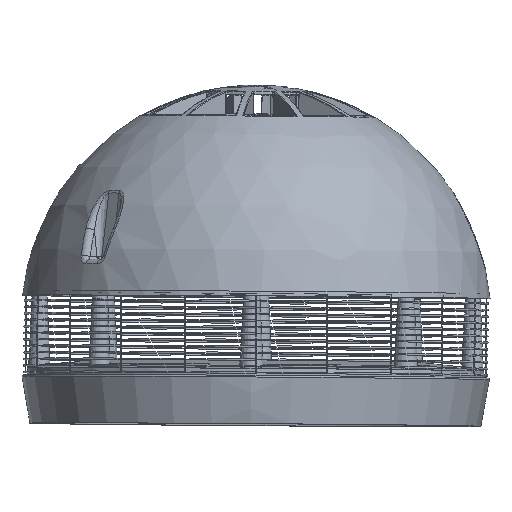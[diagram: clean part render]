
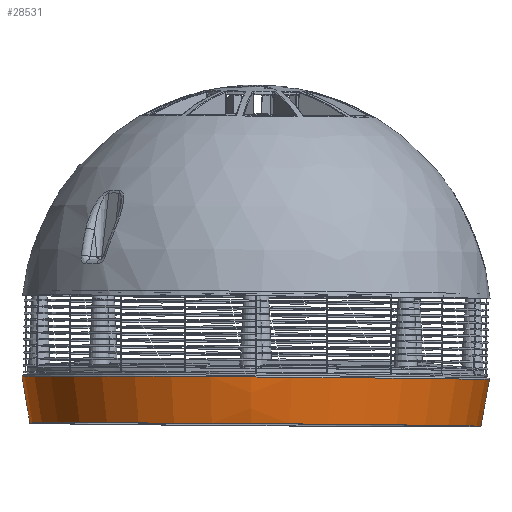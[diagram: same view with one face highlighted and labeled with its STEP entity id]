
A CAD part, left-side view. The second image highlights one B-rep face of the part: STEP entity #28531.
In plain terms, the highlighted spherical face has radius 601.633 mm.
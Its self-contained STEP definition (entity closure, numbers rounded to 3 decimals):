
#738=SPHERICAL_SURFACE('',#30443,601.633);
#5157=FACE_OUTER_BOUND('',#6731,.T.);
#6731=EDGE_LOOP('',(#18601,#18602,#18603,#18604,#18605,#18606));
#8666=CIRCLE('',#30435,578.869);
#8670=CIRCLE('',#30439,578.869);
#8673=CIRCLE('',#30444,600.);
#8674=CIRCLE('',#30445,600.);
#8675=CIRCLE('',#30446,601.633);
#10699=VERTEX_POINT('',#40602);
#10700=VERTEX_POINT('',#40603);
#10705=VERTEX_POINT('',#40617);
#10706=VERTEX_POINT('',#40618);
#13759=EDGE_CURVE('',#10699,#10700,#8666,.T.);
#13763=EDGE_CURVE('',#10700,#10699,#8670,.T.);
#13766=EDGE_CURVE('',#10705,#10706,#8673,.T.);
#13767=EDGE_CURVE('',#10706,#10705,#8674,.T.);
#13768=EDGE_CURVE('',#10706,#10700,#8675,.T.);
#18601=ORIENTED_EDGE('',*,*,#13766,.F.);
#18602=ORIENTED_EDGE('',*,*,#13767,.F.);
#18603=ORIENTED_EDGE('',*,*,#13768,.T.);
#18604=ORIENTED_EDGE('',*,*,#13759,.F.);
#18605=ORIENTED_EDGE('',*,*,#13763,.F.);
#18606=ORIENTED_EDGE('',*,*,#13768,.F.);
#28531=ADVANCED_FACE('',(#5157),#738,.T.);
#30435=AXIS2_PLACEMENT_3D('',#40604,#33609,#33610);
#30439=AXIS2_PLACEMENT_3D('',#40610,#33617,#33618);
#30443=AXIS2_PLACEMENT_3D('',#40616,#33625,#33626);
#30444=AXIS2_PLACEMENT_3D('',#40619,#33627,#33628);
#30445=AXIS2_PLACEMENT_3D('',#40620,#33629,#33630);
#30446=AXIS2_PLACEMENT_3D('',#40621,#33631,#33632);
#33609=DIRECTION('center_axis',(0.,0.,-1.));
#33610=DIRECTION('ref_axis',(-1.,0.,0.));
#33617=DIRECTION('center_axis',(0.,0.,-1.));
#33618=DIRECTION('ref_axis',(-1.,0.,0.));
#33625=DIRECTION('center_axis',(0.,0.,1.));
#33626=DIRECTION('ref_axis',(1.,0.,0.));
#33627=DIRECTION('center_axis',(0.,0.,1.));
#33628=DIRECTION('ref_axis',(1.,0.,0.));
#33629=DIRECTION('center_axis',(0.,0.,1.));
#33630=DIRECTION('ref_axis',(1.,0.,0.));
#33631=DIRECTION('center_axis',(0.,-1.,0.));
#33632=DIRECTION('ref_axis',(-1.,0.,0.));
#40602=CARTESIAN_POINT('',(578.869,0.,-123.927));
#40603=CARTESIAN_POINT('',(-578.869,0.,-123.927));
#40604=CARTESIAN_POINT('Origin',(0.,0.,-123.927));
#40610=CARTESIAN_POINT('Origin',(0.,0.,-123.927));
#40616=CARTESIAN_POINT('Origin',(0.,0.,40.));
#40617=CARTESIAN_POINT('',(600.,0.,-4.294));
#40618=CARTESIAN_POINT('',(-600.,0.,-4.294));
#40619=CARTESIAN_POINT('Origin',(0.,0.,-4.294));
#40620=CARTESIAN_POINT('Origin',(0.,0.,-4.294));
#40621=CARTESIAN_POINT('Origin',(0.,0.,40.));
